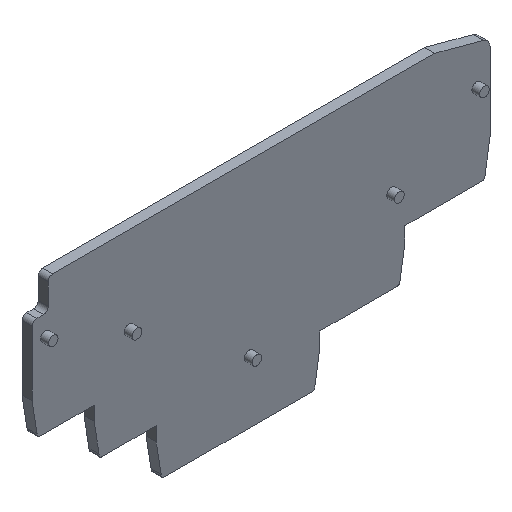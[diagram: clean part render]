
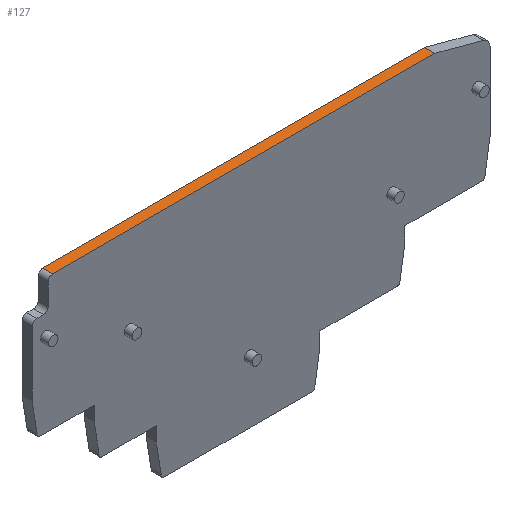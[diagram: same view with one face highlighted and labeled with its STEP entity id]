
A CAD part, isometric view. The second image highlights one B-rep face of the part: STEP entity #127.
In plain terms, the highlighted planar face has unit normal (0, 0, 1).
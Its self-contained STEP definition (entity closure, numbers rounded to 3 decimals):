
#127 = ADVANCED_FACE( '', ( #277 ), #278, .F. );
#277 = FACE_OUTER_BOUND( '', #441, .T. );
#278 = PLANE( '', #442 );
#441 = EDGE_LOOP( '', ( #750, #751, #752, #753 ) );
#442 = AXIS2_PLACEMENT_3D( '', #754, #755, #756 );
#750 = ORIENTED_EDGE( '', *, *, #968, .T. );
#751 = ORIENTED_EDGE( '', *, *, #1079, .T. );
#752 = ORIENTED_EDGE( '', *, *, #985, .T. );
#753 = ORIENTED_EDGE( '', *, *, #996, .T. );
#754 = CARTESIAN_POINT( '', ( -43.094, 28.55, 23.353 ) );
#755 = DIRECTION( '', ( 0., 0., -1. ) );
#756 = DIRECTION( '', ( 0., -1., 0. ) );
#968 = EDGE_CURVE( '', #1151, #1152, #1153, .T. );
#985 = EDGE_CURVE( '', #1175, #1180, #1182, .T. );
#996 = EDGE_CURVE( '', #1180, #1151, #1201, .T. );
#1079 = EDGE_CURVE( '', #1152, #1175, #1331, .T. );
#1151 = VERTEX_POINT( '', #1415 );
#1152 = VERTEX_POINT( '', #1416 );
#1153 = LINE( '', #1417, #1418 );
#1175 = VERTEX_POINT( '', #1450 );
#1180 = VERTEX_POINT( '', #1456 );
#1182 = LINE( '', #1458, #1459 );
#1201 = LINE( '', #1482, #1483 );
#1331 = LINE( '', #1663, #1664 );
#1415 = CARTESIAN_POINT( '', ( 40.034, 5.15, 23.353 ) );
#1416 = CARTESIAN_POINT( '', ( 40.034, 7.35, 23.353 ) );
#1417 = CARTESIAN_POINT( '', ( 40.034, 0., 23.353 ) );
#1418 = VECTOR( '', #1762, 1000. );
#1450 = CARTESIAN_POINT( '', ( -43.094, 7.35, 23.353 ) );
#1456 = CARTESIAN_POINT( '', ( -43.094, 5.15, 23.353 ) );
#1458 = CARTESIAN_POINT( '', ( -43.094, 28.55, 23.353 ) );
#1459 = VECTOR( '', #1780, 1000. );
#1482 = CARTESIAN_POINT( '', ( -43.094, 5.15, 23.353 ) );
#1483 = VECTOR( '', #1797, 1000. );
#1663 = CARTESIAN_POINT( '', ( -46.594, 7.35, 23.353 ) );
#1664 = VECTOR( '', #1890, 1000. );
#1762 = DIRECTION( '', ( 0., 1., 0. ) );
#1780 = DIRECTION( '', ( 0., -1., 0. ) );
#1797 = DIRECTION( '', ( 1., 0., 0. ) );
#1890 = DIRECTION( '', ( -1., 0., 0. ) );
